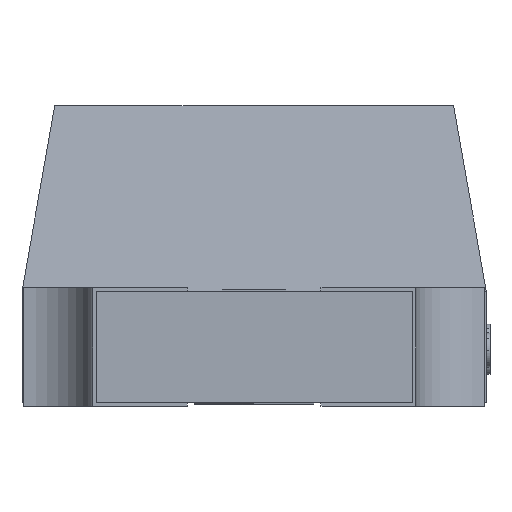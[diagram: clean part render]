
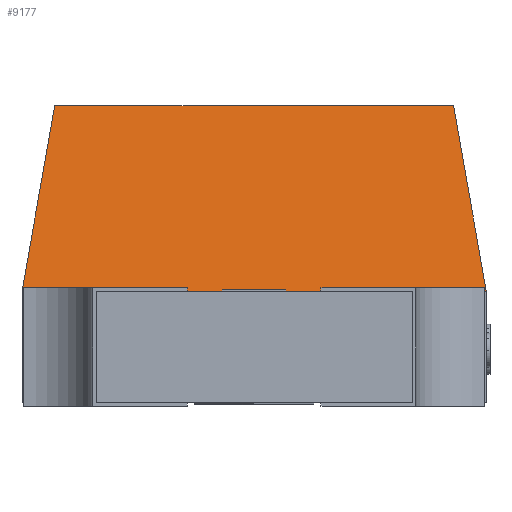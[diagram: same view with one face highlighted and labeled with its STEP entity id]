
A CAD part, left-side view. The second image highlights one B-rep face of the part: STEP entity #9177.
In plain terms, the highlighted planar face has unit normal (-0.985, 0, 0.174).
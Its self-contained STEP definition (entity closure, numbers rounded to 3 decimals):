
#56 = CARTESIAN_POINT ( 'NONE',  ( -0.75, -0.18, 0.3 ) ) ;
#416 = LINE ( 'NONE', #6835, #7456 ) ;
#784 = LINE ( 'NONE', #16203, #1158 ) ;
#803 = DIRECTION ( 'NONE',  ( 0.174, 0., 0.985 ) ) ;
#905 = AXIS2_PLACEMENT_3D ( 'NONE', #2032, #12224, #803 ) ;
#926 = ORIENTED_EDGE ( 'NONE', *, *, #13208, .T. ) ;
#1158 = VECTOR ( 'NONE', #4755, 1000. ) ;
#1174 = VERTEX_POINT ( 'NONE', #6029 ) ;
#1278 = VECTOR ( 'NONE', #8963, 1000. ) ;
#1456 = VECTOR ( 'NONE', #12527, 1000. ) ;
#1599 = EDGE_CURVE ( 'NONE', #2790, #2681, #9856, .T. ) ;
#1636 = DIRECTION ( 'NONE',  ( 0., -1., 0. ) ) ;
#2012 = DIRECTION ( 'NONE',  ( 0., -1., 0. ) ) ;
#2032 = CARTESIAN_POINT ( 'NONE',  ( -0.75, -0.625, 0.3 ) ) ;
#2071 = VERTEX_POINT ( 'NONE', #13845 ) ;
#2119 = LINE ( 'NONE', #8402, #8898 ) ;
#2326 = CARTESIAN_POINT ( 'NONE',  ( -0.662, 0.537, 0.8 ) ) ;
#2344 = EDGE_LOOP ( 'NONE', ( #16249, #926, #14249, #8930, #16251, #4832, #13507, #10099, #4587, #5241, #6515, #12665 ) ) ;
#2417 = CARTESIAN_POINT ( 'NONE',  ( -0.75, 0.625, 0.3 ) ) ;
#2644 = EDGE_CURVE ( 'NONE', #5578, #6725, #9435, .T. ) ;
#2681 = VERTEX_POINT ( 'NONE', #2417 ) ;
#2739 = EDGE_CURVE ( 'NONE', #4306, #4769, #4811, .T. ) ;
#2790 = VERTEX_POINT ( 'NONE', #2326 ) ;
#2980 = FACE_OUTER_BOUND ( 'NONE', #2344, .T. ) ;
#3000 = VECTOR ( 'NONE', #10855, 1000. ) ;
#3422 = CARTESIAN_POINT ( 'NONE',  ( -0.748, 0.62, 0.31 ) ) ;
#3563 = DIRECTION ( 'NONE',  ( -0.174, 0., -0.985 ) ) ;
#3679 = CARTESIAN_POINT ( 'NONE',  ( -0.713, 0.588, 0.508 ) ) ;
#4086 = DIRECTION ( 'NONE',  ( 0., -1., 0. ) ) ;
#4306 = VERTEX_POINT ( 'NONE', #4570 ) ;
#4570 = CARTESIAN_POINT ( 'NONE',  ( -0.75, -0.62, 0.3 ) ) ;
#4587 = ORIENTED_EDGE ( 'NONE', *, *, #2644, .T. ) ;
#4755 = DIRECTION ( 'NONE',  ( 0.174, 0., 0.985 ) ) ;
#4769 = VERTEX_POINT ( 'NONE', #10003 ) ;
#4811 = LINE ( 'NONE', #10112, #5388 ) ;
#4832 = ORIENTED_EDGE ( 'NONE', *, *, #13334, .F. ) ;
#4960 = LINE ( 'NONE', #10175, #6217 ) ;
#5241 = ORIENTED_EDGE ( 'NONE', *, *, #16084, .T. ) ;
#5244 = VERTEX_POINT ( 'NONE', #8902 ) ;
#5290 = LINE ( 'NONE', #15399, #14841 ) ;
#5388 = VECTOR ( 'NONE', #7274, 1000. ) ;
#5578 = VERTEX_POINT ( 'NONE', #7311 ) ;
#6029 = CARTESIAN_POINT ( 'NONE',  ( -0.748, -0.62, 0.31 ) ) ;
#6217 = VECTOR ( 'NONE', #3563, 1000. ) ;
#6515 = ORIENTED_EDGE ( 'NONE', *, *, #9051, .T. ) ;
#6598 = DIRECTION ( 'NONE',  ( -0.174, 0., -0.985 ) ) ;
#6725 = VERTEX_POINT ( 'NONE', #3422 ) ;
#6835 = CARTESIAN_POINT ( 'NONE',  ( -0.748, -0.625, 0.31 ) ) ;
#7274 = DIRECTION ( 'NONE',  ( 0., -1., 0. ) ) ;
#7290 = LINE ( 'NONE', #12373, #10562 ) ;
#7311 = CARTESIAN_POINT ( 'NONE',  ( -0.75, 0.62, 0.3 ) ) ;
#7432 = EDGE_CURVE ( 'NONE', #2681, #5578, #14131, .T. ) ;
#7456 = VECTOR ( 'NONE', #8175, 1000. ) ;
#7475 = VERTEX_POINT ( 'NONE', #56 ) ;
#7521 = LINE ( 'NONE', #15349, #10951 ) ;
#7743 = VECTOR ( 'NONE', #4086, 1000. ) ;
#8175 = DIRECTION ( 'NONE',  ( 0., -1., 0. ) ) ;
#8396 = EDGE_CURVE ( 'NONE', #4306, #1174, #784, .T. ) ;
#8402 = CARTESIAN_POINT ( 'NONE',  ( -0.75, -0.625, 0.3 ) ) ;
#8522 = CARTESIAN_POINT ( 'NONE',  ( -0.748, 0.18, 0.31 ) ) ;
#8558 = DIRECTION ( 'NONE',  ( -0.171, -0.171, -0.97 ) ) ;
#8898 = VECTOR ( 'NONE', #8558, 1000. ) ;
#8902 = CARTESIAN_POINT ( 'NONE',  ( -0.748, -0.18, 0.31 ) ) ;
#8930 = ORIENTED_EDGE ( 'NONE', *, *, #2739, .T. ) ;
#8963 = DIRECTION ( 'NONE',  ( 0., -1., 0. ) ) ;
#9051 = EDGE_CURVE ( 'NONE', #15108, #15060, #4960, .T. ) ;
#9177 = ADVANCED_FACE ( 'NONE', ( #2980 ), #10647, .T. ) ;
#9206 = EDGE_CURVE ( 'NONE', #2071, #4769, #2119, .T. ) ;
#9261 = CARTESIAN_POINT ( 'NONE',  ( -0.662, 0., 0.8 ) ) ;
#9435 = LINE ( 'NONE', #14527, #3000 ) ;
#9856 = LINE ( 'NONE', #3679, #1456 ) ;
#10003 = CARTESIAN_POINT ( 'NONE',  ( -0.75, -0.625, 0.3 ) ) ;
#10099 = ORIENTED_EDGE ( 'NONE', *, *, #7432, .T. ) ;
#10112 = CARTESIAN_POINT ( 'NONE',  ( -0.75, -0.625, 0.3 ) ) ;
#10175 = CARTESIAN_POINT ( 'NONE',  ( -0.75, 0.18, 0.3 ) ) ;
#10562 = VECTOR ( 'NONE', #2012, 1000. ) ;
#10647 = PLANE ( 'NONE',  #905 ) ;
#10855 = DIRECTION ( 'NONE',  ( 0.174, 0., 0.985 ) ) ;
#10951 = VECTOR ( 'NONE', #6598, 1000. ) ;
#12224 = DIRECTION ( 'NONE',  ( -0.985, 0., 0.174 ) ) ;
#12373 = CARTESIAN_POINT ( 'NONE',  ( -0.75, -0.625, 0.3 ) ) ;
#12527 = DIRECTION ( 'NONE',  ( -0.171, 0.171, -0.97 ) ) ;
#12665 = ORIENTED_EDGE ( 'NONE', *, *, #15785, .T. ) ;
#13175 = LINE ( 'NONE', #9261, #7743 ) ;
#13208 = EDGE_CURVE ( 'NONE', #5244, #1174, #416, .T. ) ;
#13334 = EDGE_CURVE ( 'NONE', #2790, #2071, #13175, .T. ) ;
#13445 = CARTESIAN_POINT ( 'NONE',  ( -0.75, 0.18, 0.3 ) ) ;
#13507 = ORIENTED_EDGE ( 'NONE', *, *, #1599, .T. ) ;
#13845 = CARTESIAN_POINT ( 'NONE',  ( -0.662, -0.537, 0.8 ) ) ;
#14124 = EDGE_CURVE ( 'NONE', #5244, #7475, #7521, .T. ) ;
#14131 = LINE ( 'NONE', #16454, #1278 ) ;
#14249 = ORIENTED_EDGE ( 'NONE', *, *, #8396, .F. ) ;
#14527 = CARTESIAN_POINT ( 'NONE',  ( -0.75, 0.62, 0.3 ) ) ;
#14841 = VECTOR ( 'NONE', #1636, 1000. ) ;
#15060 = VERTEX_POINT ( 'NONE', #13445 ) ;
#15108 = VERTEX_POINT ( 'NONE', #8522 ) ;
#15349 = CARTESIAN_POINT ( 'NONE',  ( -0.75, -0.18, 0.3 ) ) ;
#15399 = CARTESIAN_POINT ( 'NONE',  ( -0.748, -0.625, 0.31 ) ) ;
#15785 = EDGE_CURVE ( 'NONE', #15060, #7475, #7290, .T. ) ;
#16084 = EDGE_CURVE ( 'NONE', #6725, #15108, #5290, .T. ) ;
#16203 = CARTESIAN_POINT ( 'NONE',  ( -0.75, -0.62, 0.3 ) ) ;
#16249 = ORIENTED_EDGE ( 'NONE', *, *, #14124, .F. ) ;
#16251 = ORIENTED_EDGE ( 'NONE', *, *, #9206, .F. ) ;
#16454 = CARTESIAN_POINT ( 'NONE',  ( -0.75, -0.625, 0.3 ) ) ;
